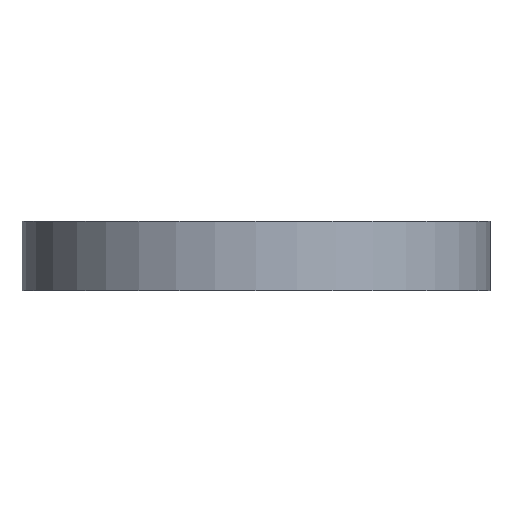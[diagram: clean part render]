
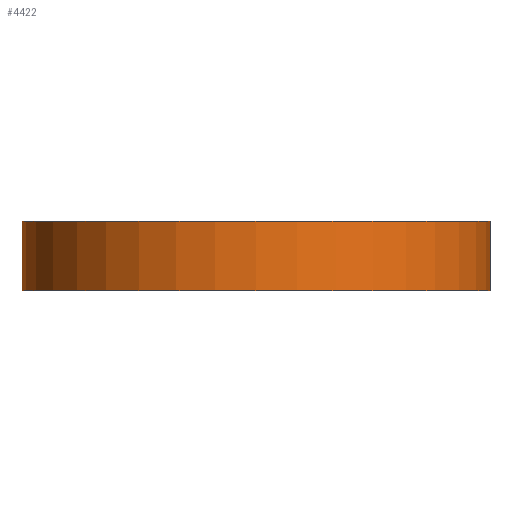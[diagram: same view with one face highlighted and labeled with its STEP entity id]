
A CAD part, front view. The second image highlights one B-rep face of the part: STEP entity #4422.
In plain terms, the highlighted cylindrical face has radius 118 mm (diameter 236 mm), a full revolution.
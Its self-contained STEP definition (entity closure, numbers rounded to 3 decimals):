
#21 = EDGE_CURVE('',#22,#22,#24,.T.);
#22 = VERTEX_POINT('',#23);
#23 = CARTESIAN_POINT('',(118.,0.,-5.));
#24 = CIRCLE('',#25,118.);
#25 = AXIS2_PLACEMENT_3D('',#26,#27,#28);
#26 = CARTESIAN_POINT('',(0.,0.,-5.));
#27 = DIRECTION('',(0.,0.,-1.));
#28 = DIRECTION('',(1.,0.,0.));
#4422 = ADVANCED_FACE('',(#4423),#4441,.T.);
#4423 = FACE_BOUND('',#4424,.T.);
#4424 = EDGE_LOOP('',(#4425,#4434,#4439,#4440));
#4425 = ORIENTED_EDGE('',*,*,#4426,.F.);
#4426 = EDGE_CURVE('',#4427,#4427,#4429,.T.);
#4427 = VERTEX_POINT('',#4428);
#4428 = CARTESIAN_POINT('',(118.,0.,30.));
#4429 = CIRCLE('',#4430,118.);
#4430 = AXIS2_PLACEMENT_3D('',#4431,#4432,#4433);
#4431 = CARTESIAN_POINT('',(0.,0.,30.)
  );
#4432 = DIRECTION('',(0.,0.,1.));
#4433 = DIRECTION('',(1.,0.,0.));
#4434 = ORIENTED_EDGE('',*,*,#4435,.F.);
#4435 = EDGE_CURVE('',#22,#4427,#4436,.T.);
#4436 = B_SPLINE_CURVE_WITH_KNOTS('',1,(#4437,#4438),.UNSPECIFIED.,.F.,
  .F.,(2,2),(-23.,12.),.PIECEWISE_BEZIER_KNOTS.);
#4437 = CARTESIAN_POINT('',(118.,0.,-5.));
#4438 = CARTESIAN_POINT('',(118.,0.,30.));
#4439 = ORIENTED_EDGE('',*,*,#21,.F.);
#4440 = ORIENTED_EDGE('',*,*,#4435,.T.);
#4441 = CYLINDRICAL_SURFACE('',#4442,118.);
#4442 = AXIS2_PLACEMENT_3D('',#4443,#4444,#4445);
#4443 = CARTESIAN_POINT('',(0.,0.,18.)
  );
#4444 = DIRECTION('',(0.,0.,1.));
#4445 = DIRECTION('',(1.,0.,0.));
